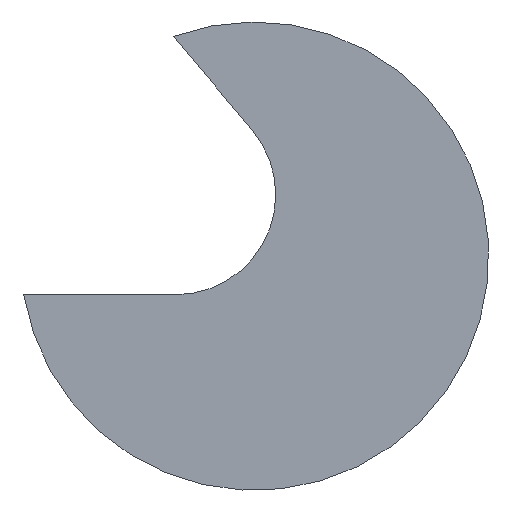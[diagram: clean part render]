
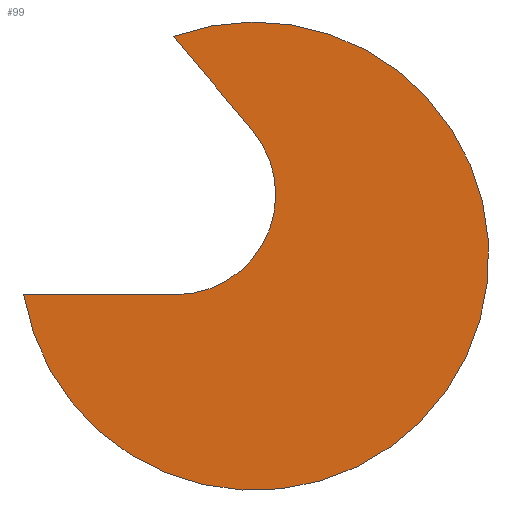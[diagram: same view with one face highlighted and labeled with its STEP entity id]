
A CAD part, front view. The second image highlights one B-rep face of the part: STEP entity #99.
In plain terms, the highlighted planar face has unit normal (0, -1, 0).
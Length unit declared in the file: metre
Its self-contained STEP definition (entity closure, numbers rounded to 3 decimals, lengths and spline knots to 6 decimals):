
#15=PLANE('',#122);
#18=LINE('',#164,#26);
#22=LINE('',#176,#30);
#26=VECTOR('',#135,1.);
#30=VECTOR('',#147,1.);
#52=ORIENTED_EDGE('',*,*,#56,.T.);
#53=ORIENTED_EDGE('',*,*,#66,.T.);
#54=ORIENTED_EDGE('',*,*,#63,.T.);
#55=ORIENTED_EDGE('',*,*,#60,.T.);
#56=EDGE_CURVE('',#68,#69,#76,.T.);
#60=EDGE_CURVE('',#72,#68,#18,.T.);
#63=EDGE_CURVE('',#74,#72,#78,.T.);
#66=EDGE_CURVE('',#69,#74,#22,.T.);
#68=VERTEX_POINT('',#156);
#69=VERTEX_POINT('',#157);
#72=VERTEX_POINT('',#165);
#74=VERTEX_POINT('',#171);
#76=CIRCLE('',#114,0.00703);
#78=CIRCLE('',#118,0.003);
#85=EDGE_LOOP('',(#52,#53,#54,#55));
#91=FACE_BOUND('',#85,.T.);
#99=ADVANCED_FACE('',(#91),#15,.T.);
#114=AXIS2_PLACEMENT_3D('',#155,#127,#128);
#118=AXIS2_PLACEMENT_3D('',#170,#140,#141);
#122=AXIS2_PLACEMENT_3D('',#179,#151,#152);
#127=DIRECTION('',(0.,-1.,0.));
#128=DIRECTION('',(-1.,0.,0.));
#135=DIRECTION('',(-1.,0.,0.));
#140=DIRECTION('',(0.,1.,0.));
#141=DIRECTION('',(1.,0.,0.));
#147=DIRECTION('',(0.643,0.,-0.766));
#151=DIRECTION('',(0.,-1.,0.));
#152=DIRECTION('',(-1.,0.,0.));
#155=CARTESIAN_POINT('',(-0.003627,0.,0.013669));
#156=CARTESIAN_POINT('',(-0.010561,0.,0.012514));
#157=CARTESIAN_POINT('',(-0.006061,0.,0.020264));
#164=CARTESIAN_POINT('',(-0.005992,0.,0.012514));
#165=CARTESIAN_POINT('',(-0.005992,0.,0.012514));
#170=CARTESIAN_POINT('',(-0.005992,0.,0.015514));
#171=CARTESIAN_POINT('',(-0.003694,0.,0.017443));
#176=CARTESIAN_POINT('',(-0.006061,0.,0.020264));
#179=CARTESIAN_POINT('',(-0.003627,0.,0.013669));
